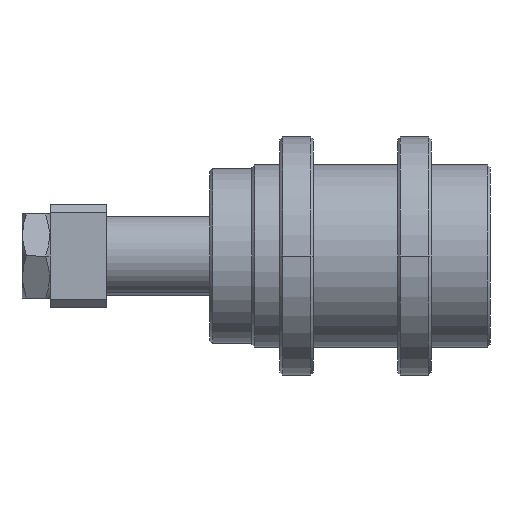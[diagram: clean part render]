
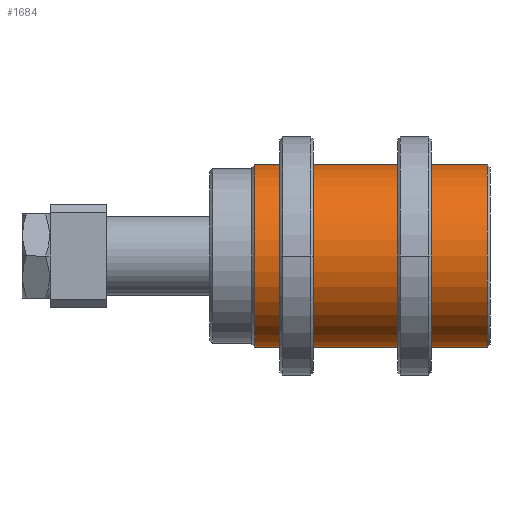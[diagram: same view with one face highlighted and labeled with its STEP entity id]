
A CAD part, left-side view. The second image highlights one B-rep face of the part: STEP entity #1684.
In plain terms, the highlighted cylindrical face has radius 32.5 mm (diameter 65 mm), a partial arc.
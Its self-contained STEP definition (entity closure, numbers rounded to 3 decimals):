
#422 = EDGE_CURVE ( 'NONE', #3573, #3551, #4979, .T. ) ;
#796 = VECTOR ( 'NONE', #2143, 1000. ) ;
#805 = LINE ( 'NONE', #2093, #796 ) ;
#908 = CIRCLE ( 'NONE', #1266, 32.5 ) ;
#942 = CIRCLE ( 'NONE', #1269, 32.5 ) ;
#1041 = CYLINDRICAL_SURFACE ( 'NONE', #1301, 32.5 ) ;
#1043 = FACE_OUTER_BOUND ( 'NONE', #2223, .T. ) ;
#1266 = AXIS2_PLACEMENT_3D ( 'NONE', #1323, #1322, #1321 ) ;
#1269 = AXIS2_PLACEMENT_3D ( 'NONE', #1358, #1357, #1356 ) ;
#1301 = AXIS2_PLACEMENT_3D ( 'NONE', #4590, #4456, #4568 ) ;
#1321 = DIRECTION ( 'NONE',  ( 0., 0., 1. ) ) ;
#1322 = DIRECTION ( 'NONE',  ( 0., 1., 0. ) ) ;
#1323 = CARTESIAN_POINT ( 'NONE',  ( 0., 1., 0. ) ) ;
#1356 = DIRECTION ( 'NONE',  ( 0., 0., 1. ) ) ;
#1357 = DIRECTION ( 'NONE',  ( 0., -1., 0. ) ) ;
#1358 = CARTESIAN_POINT ( 'NONE',  ( 0., 84., 0. ) ) ;
#1684 = ADVANCED_FACE ( 'NONE', ( #1043 ), #1041, .T. ) ;
#1779 = CARTESIAN_POINT ( 'NONE',  ( 0., 84., 32.5 ) ) ;
#1780 = CARTESIAN_POINT ( 'NONE',  ( 0., 84., -32.5 ) ) ;
#1797 = CARTESIAN_POINT ( 'NONE',  ( 0., 1., 32.5 ) ) ;
#1802 = CARTESIAN_POINT ( 'NONE',  ( 0., 1., -32.5 ) ) ;
#2093 = CARTESIAN_POINT ( 'NONE',  ( 0., 100., 32.5 ) ) ;
#2143 = DIRECTION ( 'NONE',  ( 0., -1., 0. ) ) ;
#2223 = EDGE_LOOP ( 'NONE', ( #3976, #3956, #3959, #3960 ) ) ;
#3490 = DIRECTION ( 'NONE',  ( 0., -1., 0. ) ) ;
#3499 = CARTESIAN_POINT ( 'NONE',  ( 0., 100., -32.5 ) ) ;
#3551 = VERTEX_POINT ( 'NONE', #1802 ) ;
#3556 = VERTEX_POINT ( 'NONE', #1797 ) ;
#3573 = VERTEX_POINT ( 'NONE', #1780 ) ;
#3574 = VERTEX_POINT ( 'NONE', #1779 ) ;
#3956 = ORIENTED_EDGE ( 'NONE', *, *, #5398, .T. ) ;
#3959 = ORIENTED_EDGE ( 'NONE', *, *, #422, .T. ) ;
#3960 = ORIENTED_EDGE ( 'NONE', *, *, #5408, .T. ) ;
#3976 = ORIENTED_EDGE ( 'NONE', *, *, #5493, .F. ) ;
#4456 = DIRECTION ( 'NONE',  ( 0., -1., 0. ) ) ;
#4568 = DIRECTION ( 'NONE',  ( 0., 0., -1. ) ) ;
#4590 = CARTESIAN_POINT ( 'NONE',  ( 0., 100., 0. ) ) ;
#4971 = VECTOR ( 'NONE', #3490, 1000. ) ;
#4979 = LINE ( 'NONE', #3499, #4971 ) ;
#5398 = EDGE_CURVE ( 'NONE', #3574, #3573, #942, .T. ) ;
#5408 = EDGE_CURVE ( 'NONE', #3551, #3556, #908, .T. ) ;
#5493 = EDGE_CURVE ( 'NONE', #3574, #3556, #805, .T. ) ;
